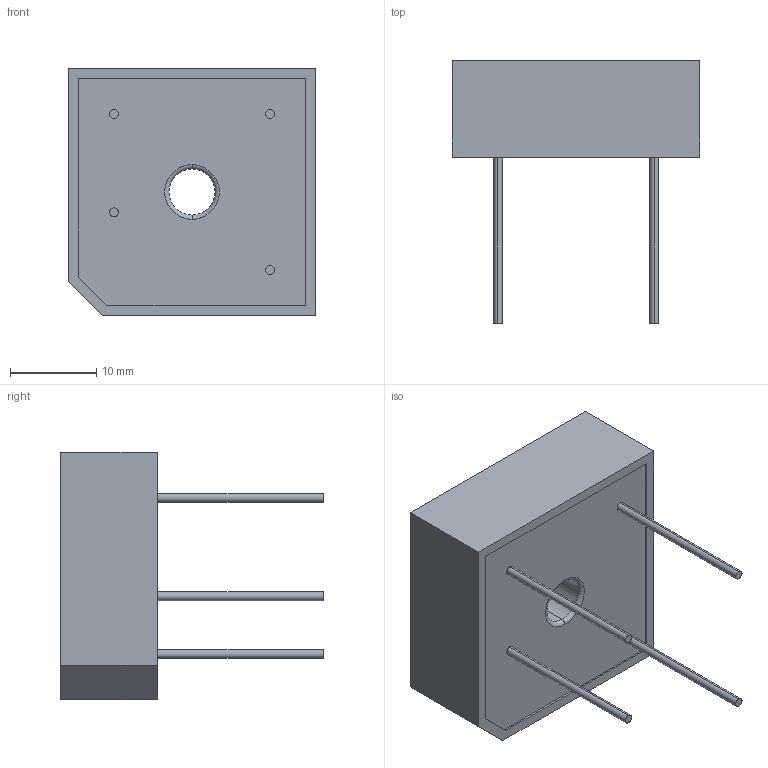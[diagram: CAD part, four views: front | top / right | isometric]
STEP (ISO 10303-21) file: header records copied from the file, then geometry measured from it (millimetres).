
FILE_DESCRIPTION (( 'STEP AP214' ), '1' );
FILE_NAME ('GBPC1508W.STEP', '2022-01-05T02:56:31', ( '' ), ( '' ), 'SwSTEP 2.0', 'SolidWorks 2017', '' );
FILE_SCHEMA (( 'AUTOMOTIVE_DESIGN' ));
Length unit declared in the file: millimetre
Products named in the file (1): GBPC1508W
Bounding box: 28.75 x 30.5 x 28.75 mm (x, y, z)
Volume: 8869.9 mm3; surface area: 3312.2 mm2
Topology: 5 solids, 5 shells, 35 faces, 68 edges, 44 vertices
Faces by surface type: plane 21, cylinder 10, torus 4
Entity records: 972 total; most frequent: DIRECTION 168, CARTESIAN_POINT 148, ORIENTED_EDGE 136, EDGE_CURVE 68, AXIS2_PLACEMENT_3D 64, VERTEX_POINT 44, LINE 40, VECTOR 40
